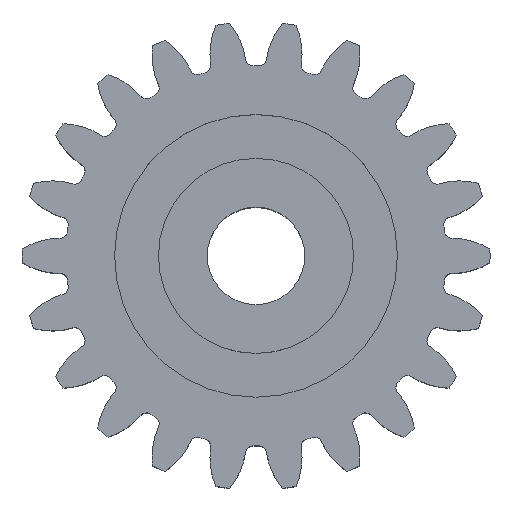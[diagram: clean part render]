
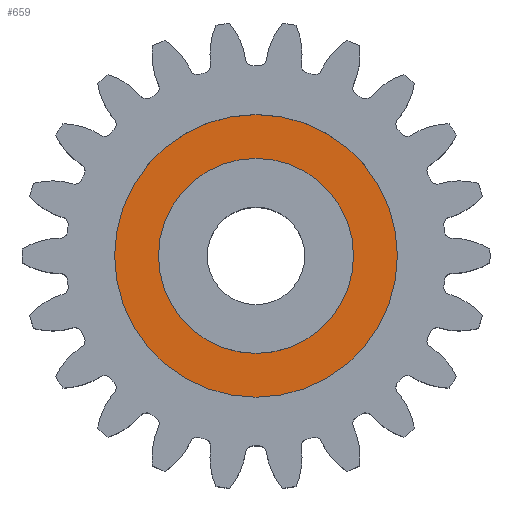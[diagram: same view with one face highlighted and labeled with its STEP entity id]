
A CAD part, top view. The second image highlights one B-rep face of the part: STEP entity #659.
In plain terms, the highlighted planar face has unit normal (0, 0, 1).
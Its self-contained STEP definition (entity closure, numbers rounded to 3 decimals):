
#611 = VERTEX_POINT ( 'NONE', #2775 ) ;
#612 = VERTEX_POINT ( 'NONE', #2771 ) ;
#621 = EDGE_CURVE ( 'NONE', #611, #612, #2806, .T. ) ;
#659 = ADVANCED_FACE ( 'NONE', ( #3175, #3037 ), #3142, .F. ) ;
#662 = ORIENTED_EDGE ( 'NONE', *, *, #670, .T. ) ;
#668 = EDGE_CURVE ( 'NONE', #847, #769, #3036, .T. ) ;
#670 = EDGE_CURVE ( 'NONE', #612, #611, #3075, .T. ) ;
#672 = EDGE_LOOP ( 'NONE', ( #717, #662 ) ) ;
#717 = ORIENTED_EDGE ( 'NONE', *, *, #621, .T. ) ;
#730 = EDGE_LOOP ( 'NONE', ( #731, #732 ) ) ;
#731 = ORIENTED_EDGE ( 'NONE', *, *, #668, .F. ) ;
#732 = ORIENTED_EDGE ( 'NONE', *, *, #845, .F. ) ;
#769 = VERTEX_POINT ( 'NONE', #2991 ) ;
#845 = EDGE_CURVE ( 'NONE', #769, #847, #3319, .T. ) ;
#847 = VERTEX_POINT ( 'NONE', #3320 ) ;
#2771 = CARTESIAN_POINT ( 'NONE',  ( 10., 0., 10.5 ) ) ;
#2775 = CARTESIAN_POINT ( 'NONE',  ( -10., 0., 10.5 ) ) ;
#2798 = DIRECTION ( 'NONE',  ( -1., 0., 0. ) ) ;
#2799 = DIRECTION ( 'NONE',  ( 0., 0., -1. ) ) ;
#2800 = CARTESIAN_POINT ( 'NONE',  ( 0., 0., 10.5 ) ) ;
#2801 = AXIS2_PLACEMENT_3D ( 'NONE', #2800, #2799, #2798 ) ;
#2806 = CIRCLE ( 'NONE', #2801, 10. ) ;
#2991 = CARTESIAN_POINT ( 'NONE',  ( 14.5, 0., 10.5 ) ) ;
#3031 = DIRECTION ( 'NONE',  ( -1., 0., 0. ) ) ;
#3036 = CIRCLE ( 'NONE', #3079, 14.5 ) ;
#3037 = FACE_OUTER_BOUND ( 'NONE', #730, .T. ) ;
#3064 = DIRECTION ( 'NONE',  ( -1., 0., 0. ) ) ;
#3065 = DIRECTION ( 'NONE',  ( 0., 0., -1. ) ) ;
#3066 = CARTESIAN_POINT ( 'NONE',  ( 0., 0., 10.5 ) ) ;
#3067 = AXIS2_PLACEMENT_3D ( 'NONE', #3066, #3065, #3064 ) ;
#3072 = DIRECTION ( 'NONE',  ( -1., 0., 0. ) ) ;
#3073 = DIRECTION ( 'NONE',  ( 0., 0., -1. ) ) ;
#3075 = CIRCLE ( 'NONE', #3067, 10. ) ;
#3077 = CARTESIAN_POINT ( 'NONE',  ( 0., 0., 10.5 ) ) ;
#3079 = AXIS2_PLACEMENT_3D ( 'NONE', #3077, #3073, #3072 ) ;
#3142 = PLANE ( 'NONE',  #3144 ) ;
#3144 = AXIS2_PLACEMENT_3D ( 'NONE', #3149, #3148, #3031 ) ;
#3148 = DIRECTION ( 'NONE',  ( 0., 0., -1. ) ) ;
#3149 = CARTESIAN_POINT ( 'NONE',  ( 0., 0., 10.5 ) ) ;
#3175 = FACE_BOUND ( 'NONE', #672, .T. ) ;
#3273 = CARTESIAN_POINT ( 'NONE',  ( 0., 0., 10.5 ) ) ;
#3310 = DIRECTION ( 'NONE',  ( -1., 0., 0. ) ) ;
#3311 = DIRECTION ( 'NONE',  ( 0., 0., -1. ) ) ;
#3319 = CIRCLE ( 'NONE', #3327, 14.5 ) ;
#3320 = CARTESIAN_POINT ( 'NONE',  ( -14.5, 0., 10.5 ) ) ;
#3327 = AXIS2_PLACEMENT_3D ( 'NONE', #3273, #3311, #3310 ) ;
